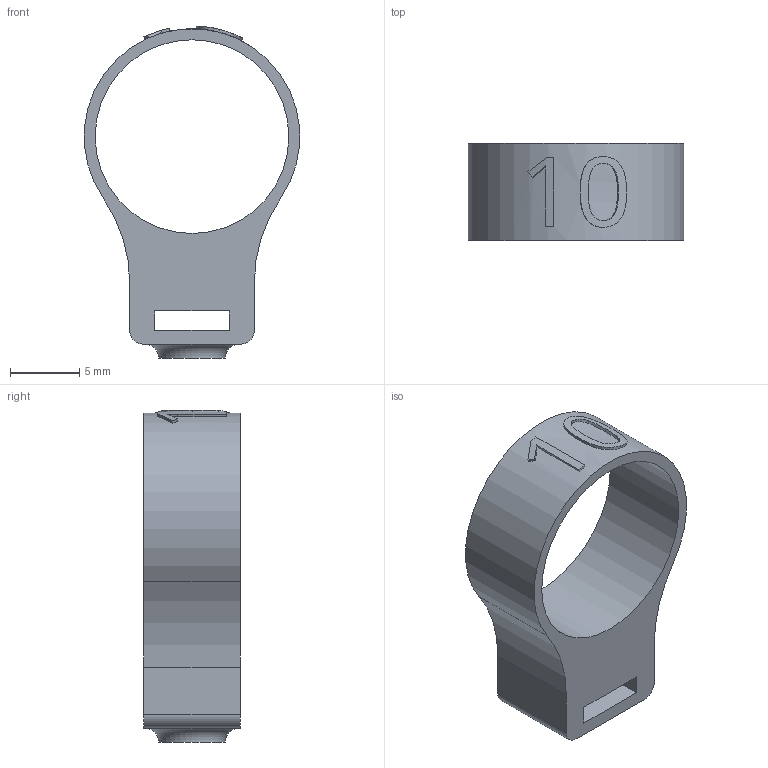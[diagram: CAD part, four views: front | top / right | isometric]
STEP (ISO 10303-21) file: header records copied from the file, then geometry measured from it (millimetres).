
FILE_DESCRIPTION(/* description */ ('STEP AP242','CAx-IF Rec.Pracs.---Representation and Presentation of Product Manufacturing Information (PMI)---4.0---2014-10-13','CAx-IF Rec.Pracs.---3D Tessellated Geometry---0.4---2014-09-14','2;1'),/* implementation_level */ '2;1');
FILE_NAME(/* name */ '674f100f98060b593a02f170',/* time_stamp */ '2024-12-03T14:05:04Z',/* author */ (''),/* organization */ (''),/* preprocessor_version */ 'ST-DEVELOPER v20',/* originating_system */ 'ONSHAPE BY PTC INC, 1.190',/* authorisation */ ' ');
FILE_SCHEMA (('AP242_MANAGED_MODEL_BASED_3D_ENGINEERING_MIM_LF { 1 0 10303 442 1 1 4 }'));
Length unit declared in the file: metre
Products named in the file (1): Finger ring
Bounding box: 15.55 x 7 x 23.99 mm (x, y, z)
Volume: 728.3 mm3; surface area: 1077.4 mm2
Topology: 1 solids, 1 shells, 46 faces, 120 edges, 80 vertices
Faces by surface type: bspline 21, plane 14, cylinder 10, torus 1
Full cylindrical faces by diameter (mm): 2 x1, 14 x1
Entity records: 1767 total; most frequent: CARTESIAN_POINT 779, ORIENTED_EDGE 234, DIRECTION 125, EDGE_CURVE 117, VERTEX_POINT 80, B_SPLINE_CURVE_WITH_KNOTS 64, EDGE_LOOP 59, FACE_BOUND 59
